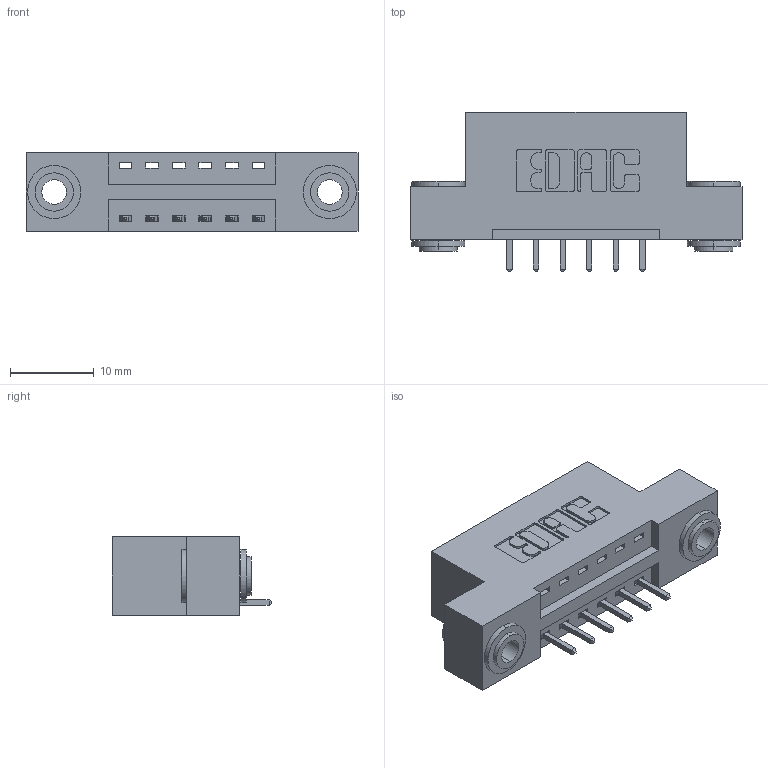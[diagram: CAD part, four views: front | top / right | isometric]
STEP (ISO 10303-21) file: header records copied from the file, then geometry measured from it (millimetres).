
FILE_DESCRIPTION (( 'STEP AP203' ), '1' );
FILE_NAME ('396-006-521-103.STEP', '2018-08-30T22:41:40', ( '' ), ( '' ), 'SwSTEP 2.0', 'SolidWorks 2016', '' );
FILE_SCHEMA (( 'CONFIG_CONTROL_DESIGN' ));
Length unit declared in the file: inch
Products named in the file (4): 346 Part_Flush Mounting Lugs - 0.156 Dia-TH; 345-292-001_345-293-121; 345-250-002_345-250-002-102; 396-006-521-103
Assembly tree (9 placements, depth 2):
  396-006-521-103
    346 Part_Flush Mounting Lugs - 0.156 Dia-TH
    345-292-001_345-293-121  x6
    345-250-002_345-250-002-102  x2
Bounding box: 39.62 x 19.05 x 9.4 mm (x, y, z)
Volume: 3547.2 mm3; surface area: 4196.3 mm2
Topology: 9 solids, 9 shells, 508 faces, 1461 edges, 962 vertices
Faces by surface type: plane 326, cylinder 174, cone 8
Entity records: 9238 total; most frequent: CARTESIAN_POINT 1573, ORIENTED_EDGE 1506, DIRECTION 1463, EDGE_CURVE 753, VECTOR 573, LINE 573, VERTEX_POINT 498, AXIS2_PLACEMENT_3D 445
